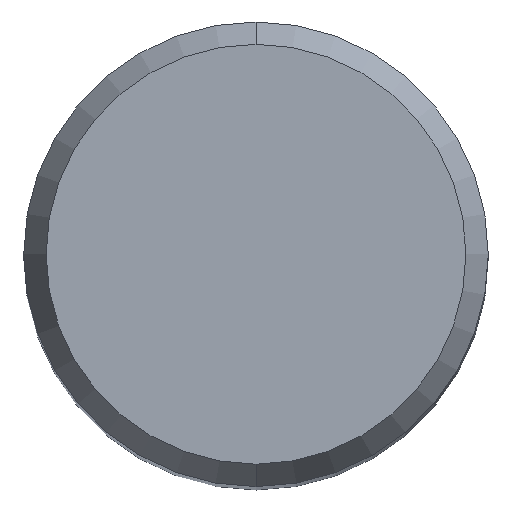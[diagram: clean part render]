
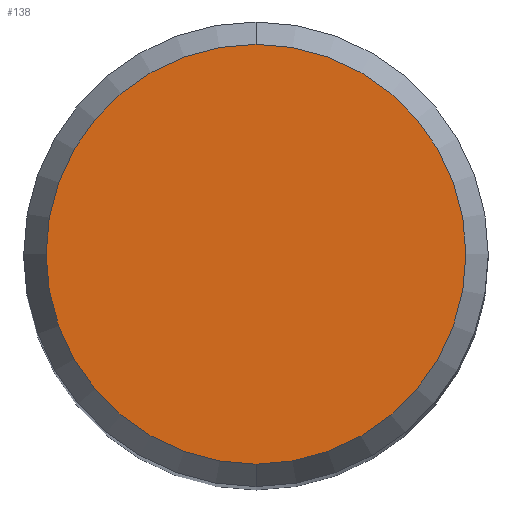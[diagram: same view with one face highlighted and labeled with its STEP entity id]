
A CAD part, top view. The second image highlights one B-rep face of the part: STEP entity #138.
In plain terms, the highlighted planar face has unit normal (0, 0, 1).
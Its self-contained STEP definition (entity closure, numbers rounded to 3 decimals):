
#96=VERTEX_POINT('',#237);
#104=EDGE_CURVE('',#96,#160,#246,.T.);
#138=ADVANCED_FACE('',(#284),#285,.T.);
#160=VERTEX_POINT('',#311);
#164=EDGE_CURVE('',#160,#96,#315,.T.);
#237=CARTESIAN_POINT('',(0.,-4.304,0.01));
#246=CIRCLE('',#398,4.304);
#284=FACE_OUTER_BOUND('',#444,.T.);
#285=PLANE('',#445);
#311=CARTESIAN_POINT('',(0.0,4.304,0.01));
#315=CIRCLE('',#480,4.304);
#398=AXIS2_PLACEMENT_3D('',#570,#571,#572);
#444=EDGE_LOOP('',(#624,#625));
#445=AXIS2_PLACEMENT_3D('',#626,#627,#628);
#480=AXIS2_PLACEMENT_3D('',#660,#661,#662);
#570=CARTESIAN_POINT('',(0.0,0.0,0.01));
#571=DIRECTION('',(0.0,0.0,-1.0));
#572=DIRECTION('',(0.0,1.0,0.0));
#624=ORIENTED_EDGE('',*,*,#164,.F.);
#625=ORIENTED_EDGE('',*,*,#104,.F.);
#626=CARTESIAN_POINT('',(0.0,2.152,0.01));
#627=DIRECTION('',(-0.0,0.0,1.0));
#628=DIRECTION('',(0.0,-1.0,0.0));
#660=CARTESIAN_POINT('',(0.0,0.0,0.01));
#661=DIRECTION('',(0.0,0.0,-1.0));
#662=DIRECTION('',(0.0,1.0,0.0));
